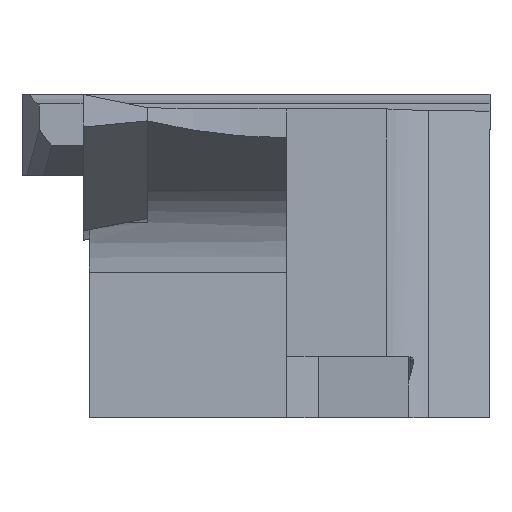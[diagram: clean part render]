
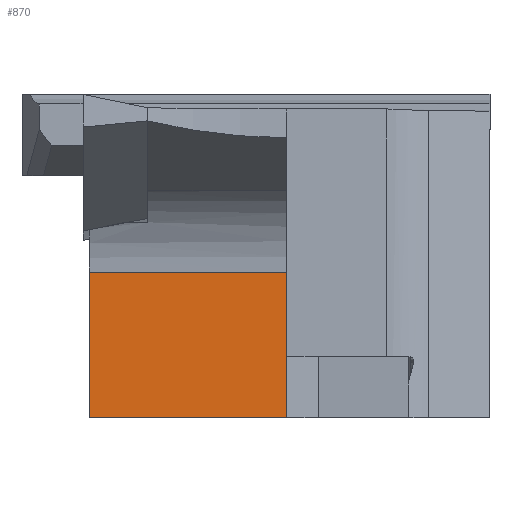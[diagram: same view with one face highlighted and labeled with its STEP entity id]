
A CAD part, left-side view. The second image highlights one B-rep face of the part: STEP entity #870.
In plain terms, the highlighted planar face has unit normal (-1, 0, 0).
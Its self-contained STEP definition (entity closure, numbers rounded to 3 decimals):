
#57 = AXIS2_PLACEMENT_3D ( 'NONE', #2184, #2270, #2502 ) ;
#267 = FACE_OUTER_BOUND ( 'NONE', #2677, .T. ) ;
#302 = VERTEX_POINT ( 'NONE', #1251 ) ;
#622 = CARTESIAN_POINT ( 'NONE',  ( -118.023, -1.5, -7.938 ) ) ;
#870 = ADVANCED_FACE ( 'NONE', ( #267 ), #2327, .F. ) ;
#1251 = CARTESIAN_POINT ( 'NONE',  ( -118.023, -1.5, -0.795 ) ) ;
#1333 = DIRECTION ( 'NONE',  ( 0., 0., 1. ) ) ;
#1370 = CARTESIAN_POINT ( 'NONE',  ( -118.023, 8.2, -48.728 ) ) ;
#1375 = VECTOR ( 'NONE', #3545, 1000. ) ;
#1382 = LINE ( 'NONE', #3199, #2014 ) ;
#1391 = DIRECTION ( 'NONE',  ( 0., 1., 0. ) ) ;
#1453 = CARTESIAN_POINT ( 'NONE',  ( -118.023, 8.2, -7.937 ) ) ;
#1454 = VECTOR ( 'NONE', #1714, 1000. ) ;
#1471 = VERTEX_POINT ( 'NONE', #1453 ) ;
#1505 = EDGE_CURVE ( 'NONE', #3206, #1471, #1382, .T. ) ;
#1582 = CARTESIAN_POINT ( 'NONE',  ( -118.023, -161.254, -0.795 ) ) ;
#1714 = DIRECTION ( 'NONE',  ( 0., 1., 0. ) ) ;
#1874 = ORIENTED_EDGE ( 'NONE', *, *, #2491, .T. ) ;
#1930 = CARTESIAN_POINT ( 'NONE',  ( -118.023, -1.5, -48.728 ) ) ;
#1961 = LINE ( 'NONE', #1930, #3357 ) ;
#1995 = CARTESIAN_POINT ( 'NONE',  ( -118.023, 8.2, -0.795 ) ) ;
#2014 = VECTOR ( 'NONE', #1391, 1000. ) ;
#2113 = EDGE_CURVE ( 'NONE', #302, #2780, #3556, .T. ) ;
#2184 = CARTESIAN_POINT ( 'NONE',  ( -118.023, -161.254, -48.728 ) ) ;
#2270 = DIRECTION ( 'NONE',  ( 1., 0., 0. ) ) ;
#2327 = PLANE ( 'NONE',  #57 ) ;
#2491 = EDGE_CURVE ( 'NONE', #2780, #1471, #3485, .T. ) ;
#2502 = DIRECTION ( 'NONE',  ( 0., 1., 0. ) ) ;
#2677 = EDGE_LOOP ( 'NONE', ( #2682, #1874, #3567, #3297 ) ) ;
#2682 = ORIENTED_EDGE ( 'NONE', *, *, #2113, .T. ) ;
#2780 = VERTEX_POINT ( 'NONE', #1995 ) ;
#3105 = EDGE_CURVE ( 'NONE', #3206, #302, #1961, .T. ) ;
#3199 = CARTESIAN_POINT ( 'NONE',  ( -118.023, 0., -7.938 ) ) ;
#3206 = VERTEX_POINT ( 'NONE', #622 ) ;
#3297 = ORIENTED_EDGE ( 'NONE', *, *, #3105, .T. ) ;
#3357 = VECTOR ( 'NONE', #1333, 1000. ) ;
#3485 = LINE ( 'NONE', #1370, #1375 ) ;
#3545 = DIRECTION ( 'NONE',  ( 0., 0., -1. ) ) ;
#3556 = LINE ( 'NONE', #1582, #1454 ) ;
#3567 = ORIENTED_EDGE ( 'NONE', *, *, #1505, .F. ) ;
